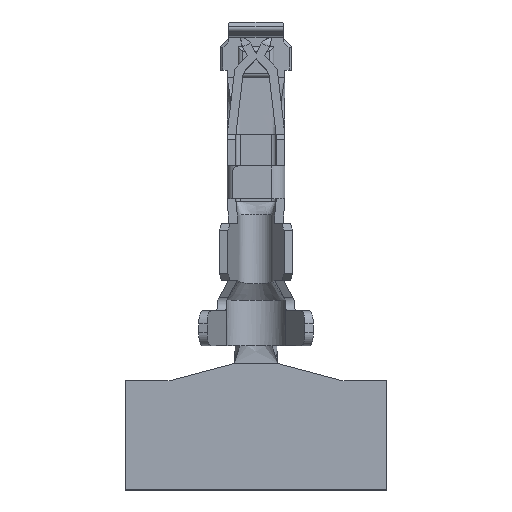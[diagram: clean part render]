
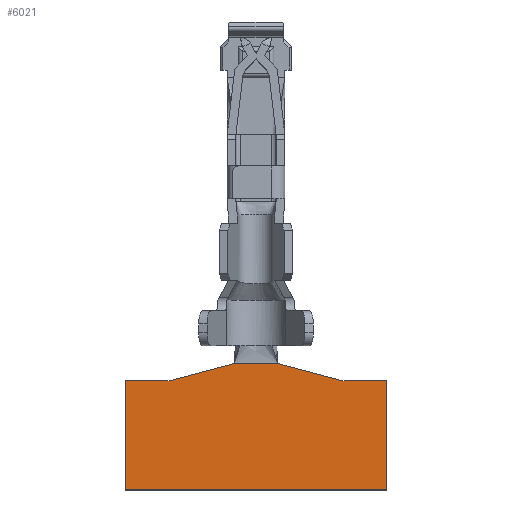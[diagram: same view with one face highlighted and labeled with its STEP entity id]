
A CAD part, top view. The second image highlights one B-rep face of the part: STEP entity #6021.
In plain terms, the highlighted planar face has unit normal (0, 0, 1).
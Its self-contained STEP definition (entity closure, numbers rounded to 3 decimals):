
#24=DIRECTION('',(1.,0.,0.));
#25=VECTOR('',#24,1.);
#26=CARTESIAN_POINT('',(-0.5,-7.82,-0.05));
#27=LINE('',#26,#25);
#2049=DIRECTION('',(0.,1.,0.));
#2050=VECTOR('',#2049,2.5);
#2051=CARTESIAN_POINT('',(3.,-10.72,-0.05));
#2052=LINE('',#2051,#2050);
#2053=DIRECTION('',(1.,0.,0.));
#2054=VECTOR('',#2053,6.);
#2055=CARTESIAN_POINT('',(-3.,-10.72,-0.05));
#2056=LINE('',#2055,#2054);
#2057=DIRECTION('',(0.,-1.,0.));
#2058=VECTOR('',#2057,2.5);
#2059=CARTESIAN_POINT('',(-3.,-8.22,-0.05));
#2060=LINE('',#2059,#2058);
#2061=DIRECTION('',(-1.,0.,0.));
#2062=VECTOR('',#2061,1.007);
#2063=CARTESIAN_POINT('',(-1.993,-8.22,-0.05));
#2064=LINE('',#2063,#2062);
#2065=DIRECTION('',(-0.966,-0.259,0.));
#2066=VECTOR('',#2065,1.545);
#2067=CARTESIAN_POINT('',(-0.5,-7.82,-0.05));
#2068=LINE('',#2067,#2066);
#2069=DIRECTION('',(-0.966,0.259,0.));
#2070=VECTOR('',#2069,1.545);
#2071=CARTESIAN_POINT('',(1.993,-8.22,-0.05));
#2072=LINE('',#2071,#2070);
#2073=DIRECTION('',(-1.,0.,0.));
#2074=VECTOR('',#2073,1.007);
#2075=CARTESIAN_POINT('',(3.,-8.22,-0.05));
#2076=LINE('',#2075,#2074);
#2090=CARTESIAN_POINT('',(0.5,-7.82,-0.05));
#2092=VERTEX_POINT('',#2090);
#2103=CARTESIAN_POINT('',(-0.5,-7.82,-0.05));
#2105=VERTEX_POINT('',#2103);
#2605=CARTESIAN_POINT('',(3.,-8.22,-0.05));
#2606=VERTEX_POINT('',#2605);
#2607=CARTESIAN_POINT('',(3.,-10.72,-0.05));
#2608=VERTEX_POINT('',#2607);
#2611=CARTESIAN_POINT('',(1.993,-8.22,-0.05));
#2612=VERTEX_POINT('',#2611);
#2615=CARTESIAN_POINT('',(-1.993,-8.22,-0.05));
#2616=VERTEX_POINT('',#2615);
#2619=CARTESIAN_POINT('',(-3.,-8.22,-0.05));
#2620=VERTEX_POINT('',#2619);
#2623=CARTESIAN_POINT('',(-3.,-10.72,-0.05));
#2624=VERTEX_POINT('',#2623);
#6004=CARTESIAN_POINT('',(0.,-9.47,-0.05));
#6005=DIRECTION('',(0.,0.,1.));
#6006=DIRECTION('',(1.,0.,0.));
#6007=AXIS2_PLACEMENT_3D('',#6004,#6005,#6006);
#6008=PLANE('',#6007);
#6009=ORIENTED_EDGE('',*,*,#5942,.F.);
#6010=ORIENTED_EDGE('',*,*,#5957,.F.);
#6011=ORIENTED_EDGE('',*,*,#5971,.F.);
#6012=ORIENTED_EDGE('',*,*,#5985,.F.);
#6013=ORIENTED_EDGE('',*,*,#5998,.F.);
#6014=ORIENTED_EDGE('',*,*,#2697,.T.);
#6016=ORIENTED_EDGE('',*,*,#6015,.F.);
#6018=ORIENTED_EDGE('',*,*,#6017,.F.);
#6019=EDGE_LOOP('',(#6009,#6010,#6011,#6012,#6013,#6014,#6016,#6018));
#6020=FACE_OUTER_BOUND('',#6019,.F.);
#6021=ADVANCED_FACE('',(#6020),#6008,.T.);
#2697=EDGE_CURVE('',#2105,#2092,#27,.T.);
#5942=EDGE_CURVE('',#2608,#2606,#2052,.T.);
#5957=EDGE_CURVE('',#2624,#2608,#2056,.T.);
#5971=EDGE_CURVE('',#2620,#2624,#2060,.T.);
#5985=EDGE_CURVE('',#2616,#2620,#2064,.T.);
#5998=EDGE_CURVE('',#2105,#2616,#2068,.T.);
#6015=EDGE_CURVE('',#2612,#2092,#2072,.T.);
#6017=EDGE_CURVE('',#2606,#2612,#2076,.T.);
